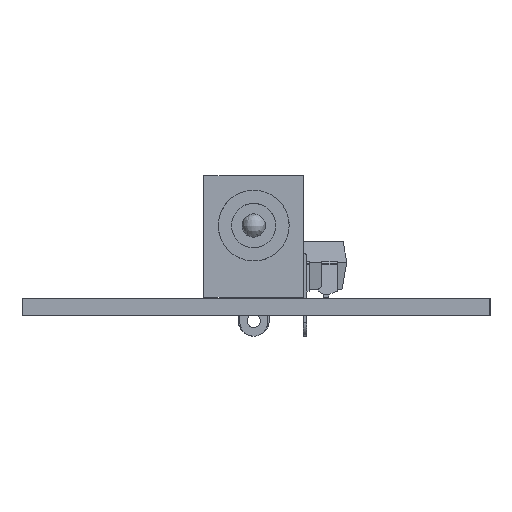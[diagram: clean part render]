
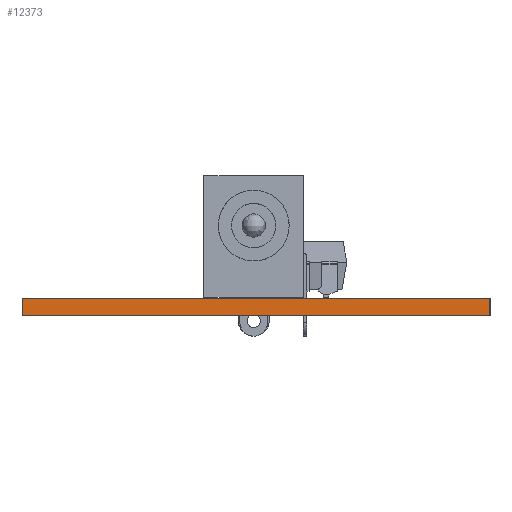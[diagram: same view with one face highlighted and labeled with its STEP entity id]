
A CAD part, left-side view. The second image highlights one B-rep face of the part: STEP entity #12373.
In plain terms, the highlighted planar face has unit normal (-1, 0, 0).
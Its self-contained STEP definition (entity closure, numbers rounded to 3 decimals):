
#12373 = ADVANCED_FACE('',(#12374),#12388,.T.);
#12374 = FACE_BOUND('',#12375,.T.);
#12375 = EDGE_LOOP('',(#12376,#12411,#12439,#12467));
#12376 = ORIENTED_EDGE('',*,*,#12377,.T.);
#12377 = EDGE_CURVE('',#12378,#12380,#12382,.T.);
#12378 = VERTEX_POINT('',#12379);
#12379 = CARTESIAN_POINT('',(117.7,-121.1,0.));
#12380 = VERTEX_POINT('',#12381);
#12381 = CARTESIAN_POINT('',(117.7,-121.1,1.603));
#12382 = SURFACE_CURVE('',#12383,(#12387,#12399),.PCURVE_S1.);
#12383 = LINE('',#12384,#12385);
#12384 = CARTESIAN_POINT('',(117.7,-121.1,0.));
#12385 = VECTOR('',#12386,1.);
#12386 = DIRECTION('',(0.,0.,1.));
#12387 = PCURVE('',#12388,#12393);
#12388 = PLANE('',#12389);
#12389 = AXIS2_PLACEMENT_3D('',#12390,#12391,#12392);
#12390 = CARTESIAN_POINT('',(117.7,-121.1,0.));
#12391 = DIRECTION('',(-1.,0.,0.));
#12392 = DIRECTION('',(0.,1.,0.));
#12393 = DEFINITIONAL_REPRESENTATION('',(#12394),#12398);
#12394 = LINE('',#12395,#12396);
#12395 = CARTESIAN_POINT('',(0.,0.));
#12396 = VECTOR('',#12397,1.);
#12397 = DIRECTION('',(0.,-1.));
#12398 = ( GEOMETRIC_REPRESENTATION_CONTEXT(2) 
PARAMETRIC_REPRESENTATION_CONTEXT() REPRESENTATION_CONTEXT('2D SPACE',''
  ) );
#12399 = PCURVE('',#12400,#12405);
#12400 = PLANE('',#12401);
#12401 = AXIS2_PLACEMENT_3D('',#12402,#12403,#12404);
#12402 = CARTESIAN_POINT('',(210.8,-121.1,0.));
#12403 = DIRECTION('',(0.,-1.,0.));
#12404 = DIRECTION('',(-1.,0.,0.));
#12405 = DEFINITIONAL_REPRESENTATION('',(#12406),#12410);
#12406 = LINE('',#12407,#12408);
#12407 = CARTESIAN_POINT('',(93.1,0.));
#12408 = VECTOR('',#12409,1.);
#12409 = DIRECTION('',(0.,-1.));
#12410 = ( GEOMETRIC_REPRESENTATION_CONTEXT(2) 
PARAMETRIC_REPRESENTATION_CONTEXT() REPRESENTATION_CONTEXT('2D SPACE',''
  ) );
#12411 = ORIENTED_EDGE('',*,*,#12412,.T.);
#12412 = EDGE_CURVE('',#12380,#12413,#12415,.T.);
#12413 = VERTEX_POINT('',#12414);
#12414 = CARTESIAN_POINT('',(117.7,-78.8,1.603));
#12415 = SURFACE_CURVE('',#12416,(#12420,#12427),.PCURVE_S1.);
#12416 = LINE('',#12417,#12418);
#12417 = CARTESIAN_POINT('',(117.7,-121.1,1.603));
#12418 = VECTOR('',#12419,1.);
#12419 = DIRECTION('',(0.,1.,0.));
#12420 = PCURVE('',#12388,#12421);
#12421 = DEFINITIONAL_REPRESENTATION('',(#12422),#12426);
#12422 = LINE('',#12423,#12424);
#12423 = CARTESIAN_POINT('',(0.,-1.603));
#12424 = VECTOR('',#12425,1.);
#12425 = DIRECTION('',(1.,0.));
#12426 = ( GEOMETRIC_REPRESENTATION_CONTEXT(2) 
PARAMETRIC_REPRESENTATION_CONTEXT() REPRESENTATION_CONTEXT('2D SPACE',''
  ) );
#12427 = PCURVE('',#12428,#12433);
#12428 = PLANE('',#12429);
#12429 = AXIS2_PLACEMENT_3D('',#12430,#12431,#12432);
#12430 = CARTESIAN_POINT('',(164.25,-99.95,1.603));
#12431 = DIRECTION('',(-0.,-0.,-1.));
#12432 = DIRECTION('',(-1.,0.,0.));
#12433 = DEFINITIONAL_REPRESENTATION('',(#12434),#12438);
#12434 = LINE('',#12435,#12436);
#12435 = CARTESIAN_POINT('',(46.55,-21.15));
#12436 = VECTOR('',#12437,1.);
#12437 = DIRECTION('',(0.,1.));
#12438 = ( GEOMETRIC_REPRESENTATION_CONTEXT(2) 
PARAMETRIC_REPRESENTATION_CONTEXT() REPRESENTATION_CONTEXT('2D SPACE',''
  ) );
#12439 = ORIENTED_EDGE('',*,*,#12440,.F.);
#12440 = EDGE_CURVE('',#12441,#12413,#12443,.T.);
#12441 = VERTEX_POINT('',#12442);
#12442 = CARTESIAN_POINT('',(117.7,-78.8,0.));
#12443 = SURFACE_CURVE('',#12444,(#12448,#12455),.PCURVE_S1.);
#12444 = LINE('',#12445,#12446);
#12445 = CARTESIAN_POINT('',(117.7,-78.8,0.));
#12446 = VECTOR('',#12447,1.);
#12447 = DIRECTION('',(0.,0.,1.));
#12448 = PCURVE('',#12388,#12449);
#12449 = DEFINITIONAL_REPRESENTATION('',(#12450),#12454);
#12450 = LINE('',#12451,#12452);
#12451 = CARTESIAN_POINT('',(42.3,0.));
#12452 = VECTOR('',#12453,1.);
#12453 = DIRECTION('',(0.,-1.));
#12454 = ( GEOMETRIC_REPRESENTATION_CONTEXT(2) 
PARAMETRIC_REPRESENTATION_CONTEXT() REPRESENTATION_CONTEXT('2D SPACE',''
  ) );
#12455 = PCURVE('',#12456,#12461);
#12456 = PLANE('',#12457);
#12457 = AXIS2_PLACEMENT_3D('',#12458,#12459,#12460);
#12458 = CARTESIAN_POINT('',(117.7,-78.8,0.));
#12459 = DIRECTION('',(0.,1.,0.));
#12460 = DIRECTION('',(1.,0.,0.));
#12461 = DEFINITIONAL_REPRESENTATION('',(#12462),#12466);
#12462 = LINE('',#12463,#12464);
#12463 = CARTESIAN_POINT('',(0.,0.));
#12464 = VECTOR('',#12465,1.);
#12465 = DIRECTION('',(0.,-1.));
#12466 = ( GEOMETRIC_REPRESENTATION_CONTEXT(2) 
PARAMETRIC_REPRESENTATION_CONTEXT() REPRESENTATION_CONTEXT('2D SPACE',''
  ) );
#12467 = ORIENTED_EDGE('',*,*,#12468,.F.);
#12468 = EDGE_CURVE('',#12378,#12441,#12469,.T.);
#12469 = SURFACE_CURVE('',#12470,(#12474,#12481),.PCURVE_S1.);
#12470 = LINE('',#12471,#12472);
#12471 = CARTESIAN_POINT('',(117.7,-121.1,0.));
#12472 = VECTOR('',#12473,1.);
#12473 = DIRECTION('',(0.,1.,0.));
#12474 = PCURVE('',#12388,#12475);
#12475 = DEFINITIONAL_REPRESENTATION('',(#12476),#12480);
#12476 = LINE('',#12477,#12478);
#12477 = CARTESIAN_POINT('',(0.,0.));
#12478 = VECTOR('',#12479,1.);
#12479 = DIRECTION('',(1.,0.));
#12480 = ( GEOMETRIC_REPRESENTATION_CONTEXT(2) 
PARAMETRIC_REPRESENTATION_CONTEXT() REPRESENTATION_CONTEXT('2D SPACE',''
  ) );
#12481 = PCURVE('',#12482,#12487);
#12482 = PLANE('',#12483);
#12483 = AXIS2_PLACEMENT_3D('',#12484,#12485,#12486);
#12484 = CARTESIAN_POINT('',(164.25,-99.95,0.));
#12485 = DIRECTION('',(-0.,-0.,-1.));
#12486 = DIRECTION('',(-1.,0.,0.));
#12487 = DEFINITIONAL_REPRESENTATION('',(#12488),#12492);
#12488 = LINE('',#12489,#12490);
#12489 = CARTESIAN_POINT('',(46.55,-21.15));
#12490 = VECTOR('',#12491,1.);
#12491 = DIRECTION('',(0.,1.));
#12492 = ( GEOMETRIC_REPRESENTATION_CONTEXT(2) 
PARAMETRIC_REPRESENTATION_CONTEXT() REPRESENTATION_CONTEXT('2D SPACE',''
  ) );
